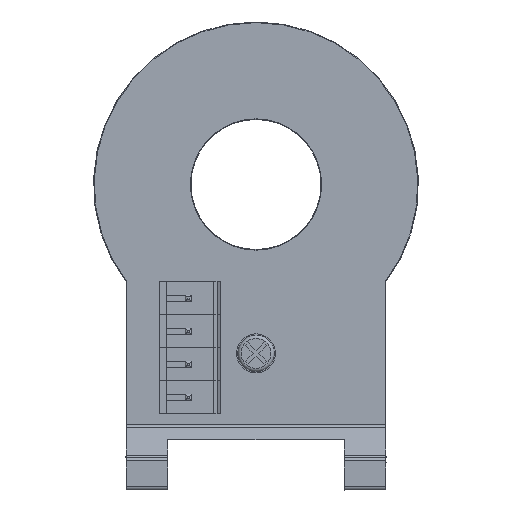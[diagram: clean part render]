
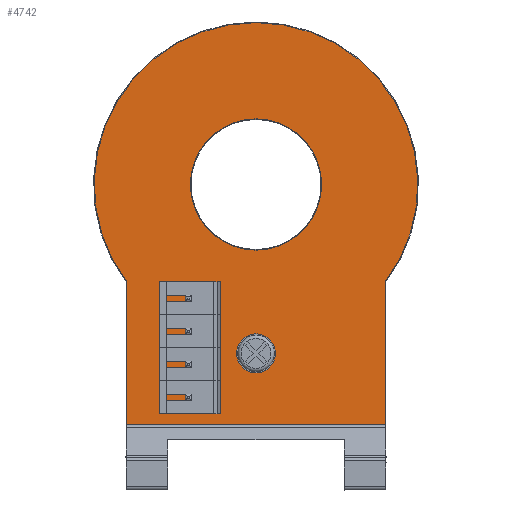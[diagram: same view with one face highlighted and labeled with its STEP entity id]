
A CAD part, front view. The second image highlights one B-rep face of the part: STEP entity #4742.
In plain terms, the highlighted planar face has unit normal (0, -1, 0).
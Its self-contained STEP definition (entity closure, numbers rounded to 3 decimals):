
#139=FACE_BOUND('',#1778,.T.);
#140=FACE_BOUND('',#1779,.T.);
#336=LINE('',#7368,#882);
#337=LINE('',#7370,#883);
#338=LINE('',#7372,#884);
#882=VECTOR('',#5940,1.);
#883=VECTOR('',#5941,1.);
#884=VECTOR('',#5942,1.);
#1288=PLANE('',#5121);
#1518=FACE_OUTER_BOUND('',#1777,.T.);
#1777=EDGE_LOOP('',(#3835,#3836,#3837,#3838));
#1778=EDGE_LOOP('',(#3839,#3840));
#1779=EDGE_LOOP('',(#3841,#3842));
#2020=CIRCLE('',#5094,3.);
#2021=CIRCLE('',#5095,3.);
#2035=CIRCLE('',#5118,10.1);
#2037=CIRCLE('',#5120,10.1);
#2038=CIRCLE('',#5122,24.9);
#2253=VERTEX_POINT('',#7278);
#2254=VERTEX_POINT('',#7279);
#2273=VERTEX_POINT('',#7360);
#2274=VERTEX_POINT('',#7361);
#2275=VERTEX_POINT('',#7366);
#2276=VERTEX_POINT('',#7367);
#2277=VERTEX_POINT('',#7369);
#2278=VERTEX_POINT('',#7371);
#2808=EDGE_CURVE('',#2253,#2254,#2020,.T.);
#2809=EDGE_CURVE('',#2254,#2253,#2021,.T.);
#2835=EDGE_CURVE('',#2273,#2274,#2035,.T.);
#2837=EDGE_CURVE('',#2274,#2273,#2037,.T.);
#2838=EDGE_CURVE('',#2275,#2276,#336,.T.);
#2839=EDGE_CURVE('',#2275,#2277,#337,.T.);
#2840=EDGE_CURVE('',#2278,#2277,#338,.T.);
#2841=EDGE_CURVE('',#2276,#2278,#2038,.T.);
#3835=ORIENTED_EDGE('',*,*,#2838,.F.);
#3836=ORIENTED_EDGE('',*,*,#2839,.T.);
#3837=ORIENTED_EDGE('',*,*,#2840,.F.);
#3838=ORIENTED_EDGE('',*,*,#2841,.F.);
#3839=ORIENTED_EDGE('',*,*,#2808,.T.);
#3840=ORIENTED_EDGE('',*,*,#2809,.T.);
#3841=ORIENTED_EDGE('',*,*,#2835,.F.);
#3842=ORIENTED_EDGE('',*,*,#2837,.F.);
#4742=ADVANCED_FACE('',(#1518,#139,#140),#1288,.F.);
#5094=AXIS2_PLACEMENT_3D('',#7280,#5874,#5875);
#5095=AXIS2_PLACEMENT_3D('',#7281,#5876,#5877);
#5118=AXIS2_PLACEMENT_3D('',#7362,#5932,#5933);
#5120=AXIS2_PLACEMENT_3D('',#7364,#5936,#5937);
#5121=AXIS2_PLACEMENT_3D('',#7365,#5938,#5939);
#5122=AXIS2_PLACEMENT_3D('',#7373,#5943,#5944);
#5874=DIRECTION('center_axis',(0.,1.,0.));
#5875=DIRECTION('ref_axis',(-1.,0.,0.));
#5876=DIRECTION('center_axis',(0.,1.,0.));
#5877=DIRECTION('ref_axis',(-1.,0.,0.));
#5932=DIRECTION('center_axis',(0.,-1.,0.));
#5933=DIRECTION('ref_axis',(-1.,0.,0.));
#5936=DIRECTION('center_axis',(0.,-1.,0.));
#5937=DIRECTION('ref_axis',(-1.,0.,0.));
#5938=DIRECTION('center_axis',(0.,1.,0.));
#5939=DIRECTION('ref_axis',(0.,0.,1.));
#5940=DIRECTION('',(0.,0.,1.));
#5941=DIRECTION('',(1.,0.,0.));
#5942=DIRECTION('',(0.,0.,-1.));
#5943=DIRECTION('center_axis',(0.,1.,0.));
#5944=DIRECTION('ref_axis',(0.003,0.,1.));
#7278=CARTESIAN_POINT('',(-3.,-15.45,-0.433));
#7279=CARTESIAN_POINT('',(3.,-15.45,-0.433));
#7280=CARTESIAN_POINT('Origin',(0.,-15.45,-0.433));
#7281=CARTESIAN_POINT('Origin',(0.,-15.45,-0.433));
#7360=CARTESIAN_POINT('',(10.1,-15.45,25.55));
#7361=CARTESIAN_POINT('',(0.,-15.45,15.45));
#7362=CARTESIAN_POINT('Origin',(0.,-15.45,25.55));
#7364=CARTESIAN_POINT('Origin',(0.,-15.45,25.55));
#7365=CARTESIAN_POINT('Origin',(0.,-15.45,14.331));
#7366=CARTESIAN_POINT('',(-19.9,-15.45,-11.45));
#7367=CARTESIAN_POINT('',(-19.9,-15.45,10.583));
#7368=CARTESIAN_POINT('',(-19.9,-15.45,12.44));
#7369=CARTESIAN_POINT('',(19.9,-15.45,-11.45));
#7370=CARTESIAN_POINT('',(-20.,-15.45,-11.45));
#7371=CARTESIAN_POINT('',(19.9,-15.45,10.583));
#7372=CARTESIAN_POINT('',(19.9,-15.45,1.44));
#7373=CARTESIAN_POINT('Origin',(0.,-15.45,25.55));
